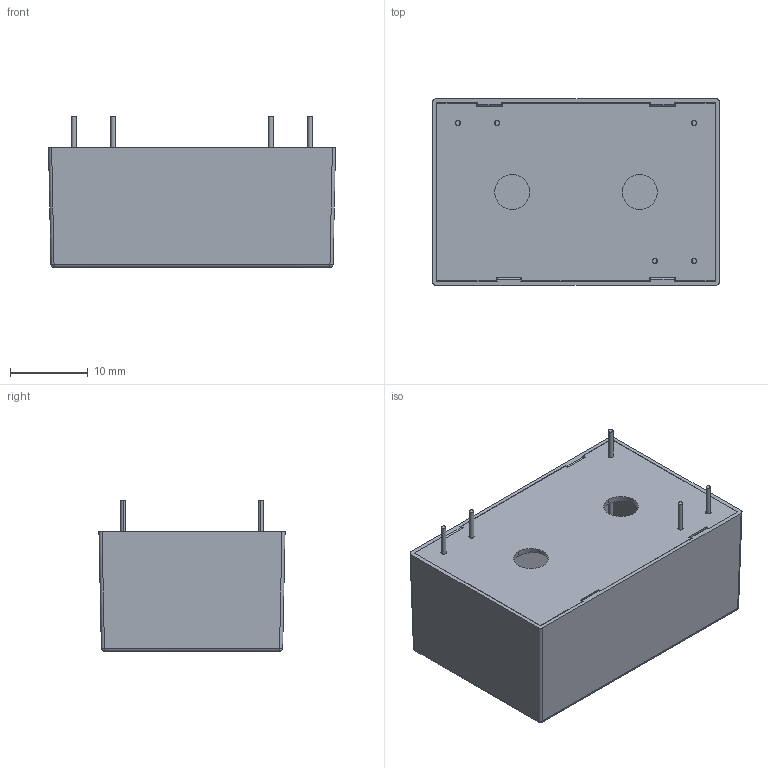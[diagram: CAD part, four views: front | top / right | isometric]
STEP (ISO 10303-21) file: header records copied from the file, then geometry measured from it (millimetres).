
FILE_DESCRIPTION(('CAx-IF Rec.Pracs.---Model Styling and Organization---1.5---2016-08-15','CAx-IF Rec.Pracs.---Geometric and Assembly Validation Properties---4.4---2016-08-17','CAx-IF Rec.Pracs.---User Defined Attributes---1.5---2016-08-15','CAx-IF Rec.Pracs.---External References---2.1---2005-01-19'),'2;1');
FILE_NAME('13372459.step','2023-05-24T12:54:35',('Unspecified'),('Unspecified'),'CAD Exchanger 3.8.1 (cadexchanger.com)','Unspecified','');
FILE_SCHEMA(('AUTOMOTIVE_DESIGN { 1 0 10303 214 1 1 1 1 }'));
Length unit declared in the file: millimetre
Products named in the file (1): RAC03E-K_277_3D_20200720
Bounding box: 37 x 24 x 19.4 mm (x, y, z)
Volume: 2664.2 mm3; surface area: 7147.3 mm2
Topology: 7 solids, 7 shells, 292 faces, 759 edges, 502 vertices
Faces by surface type: plane 216, cylinder 58, cone 14, bspline 4
Entity records: 11474 total; most frequent: CARTESIAN_POINT 1786, ORIENTED_EDGE 1518, DIRECTION 1461, EDGE_CURVE 759, LINE 611, VECTOR 611, VERTEX_POINT 502, AXIS2_PLACEMENT_3D 425
